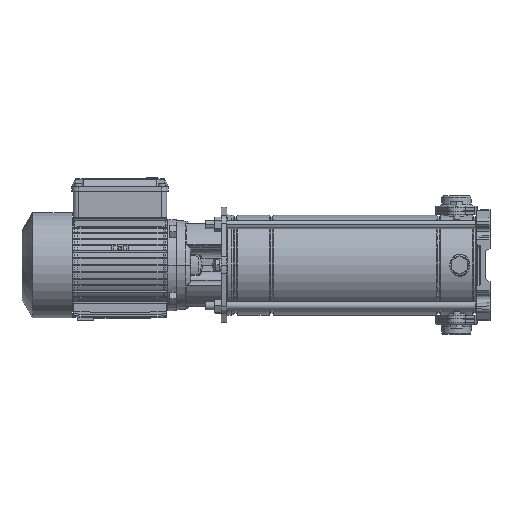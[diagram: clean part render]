
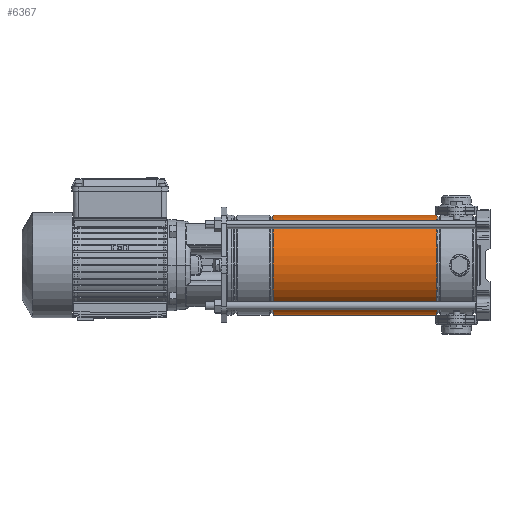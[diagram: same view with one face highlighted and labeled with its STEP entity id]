
A CAD part, left-side view. The second image highlights one B-rep face of the part: STEP entity #6367.
In plain terms, the highlighted cylindrical face has radius 74.4 mm (diameter 148.8 mm), a partial arc.
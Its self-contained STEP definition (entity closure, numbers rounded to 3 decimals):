
#4035 = FACE_OUTER_BOUND ( 'NONE', #48251, .T. ) ;
#4991 = CARTESIAN_POINT ( 'NONE',  ( -74.4, 0., 311.164 ) ) ;
#6367 = ADVANCED_FACE ( 'NONE', ( #4035 ), #31977, .T. ) ;
#6393 = CARTESIAN_POINT ( 'NONE',  ( 74.4, 0., 67.336 ) ) ;
#7972 = VERTEX_POINT ( 'NONE', #4991 ) ;
#9689 = CARTESIAN_POINT ( 'NONE',  ( 0., 0., 311.164 ) ) ;
#9825 = ORIENTED_EDGE ( 'NONE', *, *, #23727, .F. ) ;
#10583 = DIRECTION ( 'NONE',  ( 0., 0., -1. ) ) ;
#12230 = LINE ( 'NONE', #30752, #46122 ) ;
#15609 = LINE ( 'NONE', #29576, #32592 ) ;
#18115 = AXIS2_PLACEMENT_3D ( 'NONE', #31553, #40674, #21841 ) ;
#18480 = AXIS2_PLACEMENT_3D ( 'NONE', #41124, #31096, #49921 ) ;
#21535 = CIRCLE ( 'NONE', #42881, 74.4 ) ;
#21841 = DIRECTION ( 'NONE',  ( -1., 0., 0. ) ) ;
#23727 = EDGE_CURVE ( 'NONE', #30542, #54198, #57935, .T. ) ;
#29576 = CARTESIAN_POINT ( 'NONE',  ( -74.4, 0., 0. ) ) ;
#30246 = VERTEX_POINT ( 'NONE', #31348 ) ;
#30542 = VERTEX_POINT ( 'NONE', #6393 ) ;
#30752 = CARTESIAN_POINT ( 'NONE',  ( 74.4, 0., 0. ) ) ;
#31096 = DIRECTION ( 'NONE',  ( 0., 0., -1. ) ) ;
#31348 = CARTESIAN_POINT ( 'NONE',  ( 74.4, 0., 311.164 ) ) ;
#31553 = CARTESIAN_POINT ( 'NONE',  ( 0., 0., 67.336 ) ) ;
#31977 = CYLINDRICAL_SURFACE ( 'NONE', #18480, 74.4 ) ;
#32592 = VECTOR ( 'NONE', #49000, 1000. ) ;
#32677 = ORIENTED_EDGE ( 'NONE', *, *, #53858, .T. ) ;
#34233 = ORIENTED_EDGE ( 'NONE', *, *, #45835, .T. ) ;
#40674 = DIRECTION ( 'NONE',  ( 0., 0., -1. ) ) ;
#41124 = CARTESIAN_POINT ( 'NONE',  ( 0., 0., 0. ) ) ;
#42796 = DIRECTION ( 'NONE',  ( -1., 0., 0. ) ) ;
#42881 = AXIS2_PLACEMENT_3D ( 'NONE', #9689, #10583, #42796 ) ;
#45835 = EDGE_CURVE ( 'NONE', #30246, #7972, #21535, .T. ) ;
#46122 = VECTOR ( 'NONE', #49270, 1000. ) ;
#48251 = EDGE_LOOP ( 'NONE', ( #58938, #34233, #32677, #9825 ) ) ;
#48934 = CARTESIAN_POINT ( 'NONE',  ( -74.4, 0., 67.336 ) ) ;
#49000 = DIRECTION ( 'NONE',  ( 0., 0., -1. ) ) ;
#49270 = DIRECTION ( 'NONE',  ( 0., 0., -1. ) ) ;
#49921 = DIRECTION ( 'NONE',  ( -1., 0., 0. ) ) ;
#51543 = EDGE_CURVE ( 'NONE', #30246, #30542, #12230, .T. ) ;
#53858 = EDGE_CURVE ( 'NONE', #7972, #54198, #15609, .T. ) ;
#54198 = VERTEX_POINT ( 'NONE', #48934 ) ;
#57935 = CIRCLE ( 'NONE', #18115, 74.4 ) ;
#58938 = ORIENTED_EDGE ( 'NONE', *, *, #51543, .F. ) ;
